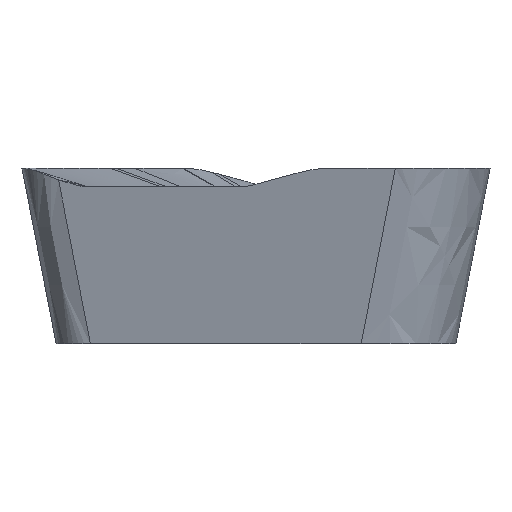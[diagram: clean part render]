
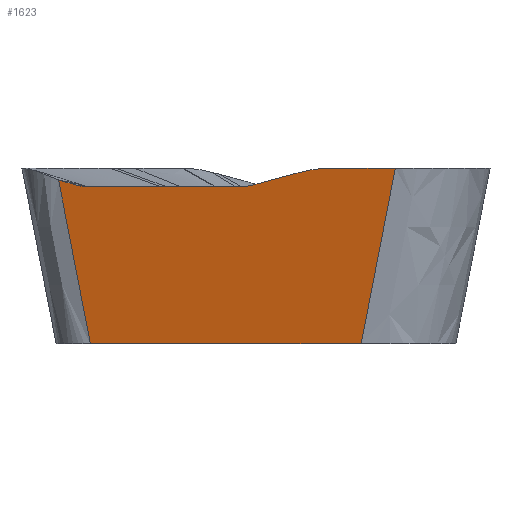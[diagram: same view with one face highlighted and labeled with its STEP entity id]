
A CAD part, left-side view. The second image highlights one B-rep face of the part: STEP entity #1623.
In plain terms, the highlighted planar face has unit normal (-0.979, 0.069, -0.191).
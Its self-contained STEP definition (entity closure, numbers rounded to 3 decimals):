
#127=DIRECTION('',(-0.07,-0.998,0.));
#128=VECTOR('',#127,7.367);
#129=CARTESIAN_POINT('',(-5.926,4.495,-4.76));
#130=LINE('',#129,#128);
#134=CARTESIAN_POINT('',(-5.926,4.495,-4.76));
#135=CARTESIAN_POINT('',(-6.194,4.783,-3.278));
#136=CARTESIAN_POINT('',(-6.463,5.071,-1.797));
#137=CARTESIAN_POINT('',(-6.731,5.359,
-0.315));
#142=CARTESIAN_POINT('',(-6.44,-2.854,-4.76));
#143=CARTESIAN_POINT('',(-6.77,-3.163,
-3.173));
#144=CARTESIAN_POINT('',(-7.101,-3.471,
-1.587));
#145=CARTESIAN_POINT('',(-7.432,-3.78,
0.));
#679=DIRECTION('',(-0.07,-0.998,0.));
#680=VECTOR('',#679,4.108);
#681=CARTESIAN_POINT('',(-6.751,4.561,-0.5));
#682=LINE('',#681,#680);
#702=CARTESIAN_POINT('',(-6.976,4.577,0.659));
#703=DIRECTION('',(0.979,-0.068,0.191));
#704=DIRECTION('',(0.19,-0.013,-0.982));
#705=AXIS2_PLACEMENT_3D('',#702,#703,#704);
#717=CARTESIAN_POINT('',(-6.738,4.847,
-0.465));
#718=CARTESIAN_POINT('',(-6.737,4.904,
-0.451));
#719=CARTESIAN_POINT('',(-6.734,5.019,
-0.421));
#720=CARTESIAN_POINT('',(-6.732,5.19,
-0.371));
#721=CARTESIAN_POINT('',(-6.732,5.302,
-0.334));
#722=CARTESIAN_POINT('',(-6.731,5.359,
-0.315));
#741=CARTESIAN_POINT('',(-6.731,5.359,
-0.315));
#939=DIRECTION('',(0.07,0.998,0.));
#940=VECTOR('',#939,0.494);
#941=CARTESIAN_POINT('',(-7.432,-3.78,
0.));
#942=LINE('',#941,#940);
#953=DIRECTION('',(0.07,0.998,0.));
#954=VECTOR('',#953,1.295);
#955=CARTESIAN_POINT('',(-7.397,-3.287,
0.));
#956=LINE('',#955,#954);
#967=CARTESIAN_POINT('',(-7.307,-1.995,
0.));
#968=CARTESIAN_POINT('',(-7.307,-1.989,
0.));
#969=CARTESIAN_POINT('',(-7.306,-1.984,
0.));
#970=CARTESIAN_POINT('',(-7.306,-1.978,
0.));
#982=CARTESIAN_POINT('',(-7.306,-1.978,
0.));
#983=CARTESIAN_POINT('',(-7.302,-1.919,
0.));
#984=CARTESIAN_POINT('',(-7.292,-1.794,
-0.005));
#985=CARTESIAN_POINT('',(-7.275,-1.605,
-0.024));
#986=CARTESIAN_POINT('',(-7.255,-1.412,
-0.056));
#987=CARTESIAN_POINT('',(-7.241,-1.285,
-0.085));
#988=CARTESIAN_POINT('',(-7.233,-1.222,
-0.102));
#1000=DIRECTION('',(0.117,0.959,-0.258));
#1001=VECTOR('',#1000,0.228);
#1002=CARTESIAN_POINT('',(-7.233,-1.222,
-0.102));
#1003=LINE('',#1002,#1001);
#1014=DIRECTION('',(0.117,0.959,-0.258));
#1015=VECTOR('',#1014,0.832);
#1016=CARTESIAN_POINT('',(-7.206,-1.003,
-0.161));
#1017=LINE('',#1016,#1015);
#1028=DIRECTION('',(0.117,0.959,-0.258));
#1029=VECTOR('',#1028,0.277);
#1030=CARTESIAN_POINT('',(-7.109,-0.206,
-0.376));
#1031=LINE('',#1030,#1029);
#1042=CARTESIAN_POINT('',(-7.076,0.06,
-0.448));
#1043=CARTESIAN_POINT('',(-7.071,0.102,
-0.459));
#1044=CARTESIAN_POINT('',(-7.061,0.187,
-0.478));
#1045=CARTESIAN_POINT('',(-7.048,0.322,
-0.496));
#1046=CARTESIAN_POINT('',(-7.041,0.415,
-0.5));
#1047=CARTESIAN_POINT('',(-7.038,0.463,
-0.5));
#1309=CARTESIAN_POINT('',(-6.751,4.561,-0.5));
#1310=CARTESIAN_POINT('',(-7.038,0.463,
-0.5));
#1311=VERTEX_POINT('',#1309);
#1312=VERTEX_POINT('',#1310);
#1340=VERTEX_POINT('',#741);
#1341=VERTEX_POINT('',#717);
#1354=CARTESIAN_POINT('',(-7.432,-3.78,
0.));
#1355=VERTEX_POINT('',#1354);
#1356=CARTESIAN_POINT('',(-7.397,-3.287,
0.));
#1357=VERTEX_POINT('',#1356);
#1358=CARTESIAN_POINT('',(-7.307,-1.995,
0.));
#1359=VERTEX_POINT('',#1358);
#1360=VERTEX_POINT('',#970);
#1361=VERTEX_POINT('',#988);
#1362=CARTESIAN_POINT('',(-7.206,-1.003,
-0.161));
#1363=VERTEX_POINT('',#1362);
#1364=CARTESIAN_POINT('',(-7.109,-0.206,
-0.376));
#1365=VERTEX_POINT('',#1364);
#1366=CARTESIAN_POINT('',(-7.076,0.06,
-0.448));
#1367=VERTEX_POINT('',#1366);
#1372=CARTESIAN_POINT('',(-5.926,4.495,-4.76));
#1373=CARTESIAN_POINT('',(-6.44,-2.854,-4.76));
#1374=VERTEX_POINT('',#1372);
#1375=VERTEX_POINT('',#1373);
#1590=CARTESIAN_POINT('',(-6.645,7.467,
0.));
#1591=DIRECTION('',(-0.979,0.068,-0.191));
#1592=DIRECTION('',(-0.07,-0.998,0.));
#1593=AXIS2_PLACEMENT_3D('',#1590,#1591,#1592);
#1594=PLANE('',#1593);
#1595=ORIENTED_EDGE('',*,*,#1417,.F.);
#1597=ORIENTED_EDGE('',*,*,#1596,.T.);
#1599=ORIENTED_EDGE('',*,*,#1598,.F.);
#1601=ORIENTED_EDGE('',*,*,#1600,.F.);
#1603=ORIENTED_EDGE('',*,*,#1602,.T.);
#1605=ORIENTED_EDGE('',*,*,#1604,.F.);
#1607=ORIENTED_EDGE('',*,*,#1606,.F.);
#1609=ORIENTED_EDGE('',*,*,#1608,.F.);
#1611=ORIENTED_EDGE('',*,*,#1610,.F.);
#1613=ORIENTED_EDGE('',*,*,#1612,.F.);
#1615=ORIENTED_EDGE('',*,*,#1614,.F.);
#1617=ORIENTED_EDGE('',*,*,#1616,.F.);
#1619=ORIENTED_EDGE('',*,*,#1618,.F.);
#1620=ORIENTED_EDGE('',*,*,#1580,.F.);
#1621=EDGE_LOOP('',(#1595,#1597,#1599,#1601,#1603,#1605,#1607,#1609,#1611,#1613,
#1615,#1617,#1619,#1620));
#1622=FACE_OUTER_BOUND('',#1621,.F.);
#138=B_SPLINE_CURVE_WITH_KNOTS('',3,(#134,#135,#136,#137),.UNSPECIFIED.,.F.,.F.,
(4,4),(0.,1.),.UNSPECIFIED.);
#146=B_SPLINE_CURVE_WITH_KNOTS('',3,(#142,#143,#144,#145),.UNSPECIFIED.,.F.,.F.,
(4,4),(0.,1.),.UNSPECIFIED.);
#706=CIRCLE('',#705,1.181);
#723=B_SPLINE_CURVE_WITH_KNOTS('',3,(#717,#718,#719,#720,#721,#722),
.UNSPECIFIED.,.F.,.F.,(4,1,1,4),(0.,0.333,0.666,1.),
.UNSPECIFIED.);
#971=B_SPLINE_CURVE_WITH_KNOTS('',3,(#967,#968,#969,#970),.UNSPECIFIED.,.F.,.F.,
(4,4),(0.,1.),.UNSPECIFIED.);
#989=B_SPLINE_CURVE_WITH_KNOTS('',3,(#982,#983,#984,#985,#986,#987,#988),
.UNSPECIFIED.,.F.,.F.,(4,1,1,1,4),(0.,0.233,0.489,
0.744,1.),.UNSPECIFIED.);
#1048=B_SPLINE_CURVE_WITH_KNOTS('',3,(#1042,#1043,#1044,#1045,#1046,#1047),
.UNSPECIFIED.,.F.,.F.,(4,1,1,4),(0.,0.333,0.667,1.),
.UNSPECIFIED.);
#1417=EDGE_CURVE('',#1374,#1375,#130,.T.);
#1580=EDGE_CURVE('',#1375,#1355,#146,.T.);
#1596=EDGE_CURVE('',#1374,#1340,#138,.T.);
#1598=EDGE_CURVE('',#1341,#1340,#723,.T.);
#1600=EDGE_CURVE('',#1311,#1341,#706,.T.);
#1602=EDGE_CURVE('',#1311,#1312,#682,.T.);
#1604=EDGE_CURVE('',#1367,#1312,#1048,.T.);
#1606=EDGE_CURVE('',#1365,#1367,#1031,.T.);
#1608=EDGE_CURVE('',#1363,#1365,#1017,.T.);
#1610=EDGE_CURVE('',#1361,#1363,#1003,.T.);
#1612=EDGE_CURVE('',#1360,#1361,#989,.T.);
#1614=EDGE_CURVE('',#1359,#1360,#971,.T.);
#1616=EDGE_CURVE('',#1357,#1359,#956,.T.);
#1618=EDGE_CURVE('',#1355,#1357,#942,.T.);
#1623=ADVANCED_FACE('',(#1622),#1594,.T.);
